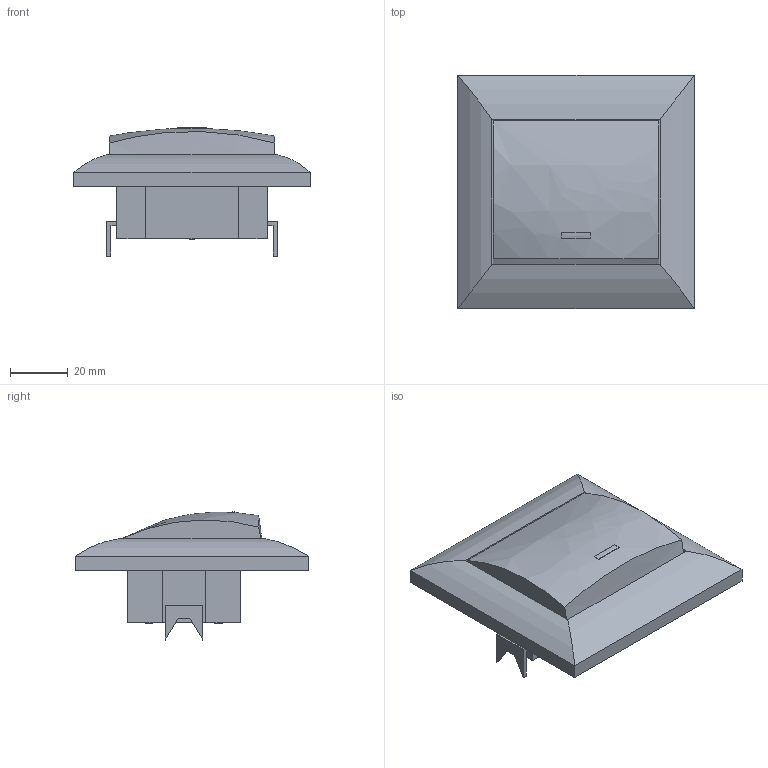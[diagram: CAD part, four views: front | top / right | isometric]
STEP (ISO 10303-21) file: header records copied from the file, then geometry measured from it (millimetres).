
FILE_DESCRIPTION (( 'STEP AP203' ), '1' );
FILE_NAME ('EVK11-K01-10-DM ÂÑ10-1-1-ÊÁ Âûêëþ÷àòåëü 1êë ñ èíä. 10À ÊÂÀÐÒÀ (áåëûé).STEP', '2016-11-23T12:12:53', ( '' ), ( '' ), 'SwSTEP 2.0', 'SolidWorks 2014', '' );
FILE_SCHEMA (( 'CONFIG_CONTROL_DESIGN' ));
Length unit declared in the file: millimetre
Products named in the file (1): EVK11-K01-10-DM ÂÑ10-1-1-ÊÁ Âûêëþ÷àòåëü 1êë ñ èíä. 10À ÊÂÀÐÒÀ (áåëûé)
Bounding box: 81.5 x 80.5 x 44.2 mm (x, y, z)
Volume: 94665.1 mm3; surface area: 28869 mm2
Topology: 1 solids, 1 shells, 136 faces, 351 edges, 232 vertices
Faces by surface type: plane 82, cylinder 28, bspline 26
Full cylindrical faces by diameter (mm): 2.5 x4, 4 x4
Entity records: 4798 total; most frequent: CARTESIAN_POINT 1518, ORIENTED_EDGE 686, DIRECTION 571, EDGE_CURVE 343, VECTOR 233, LINE 233, VERTEX_POINT 232, EDGE_LOOP 175
